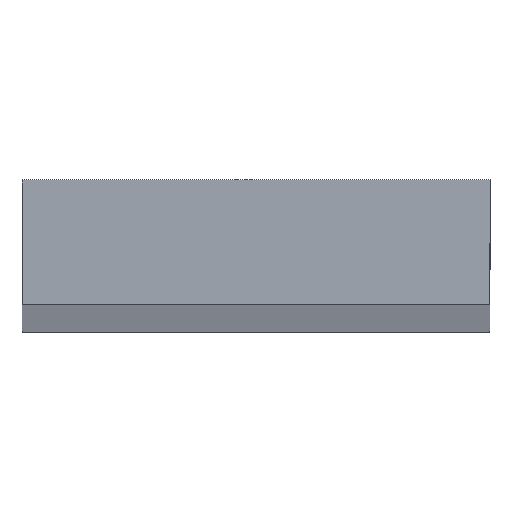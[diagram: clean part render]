
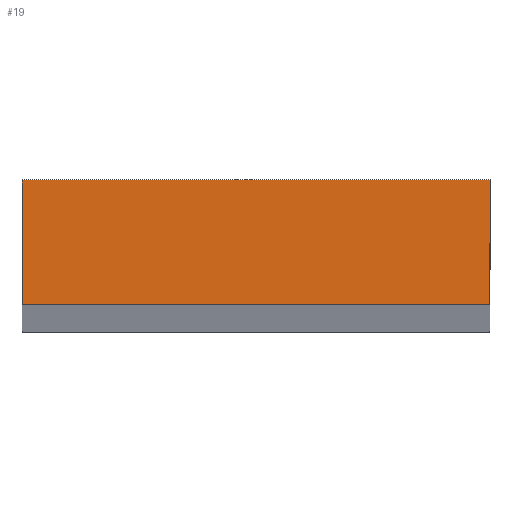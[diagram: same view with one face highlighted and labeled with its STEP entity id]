
A CAD part, top view. The second image highlights one B-rep face of the part: STEP entity #19.
In plain terms, the highlighted planar face has unit normal (0, 0, 1).
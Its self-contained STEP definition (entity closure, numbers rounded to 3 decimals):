
#8 = EDGE_CURVE ( 'NONE', #170, #174, #204, .T. ) ;
#19 = ADVANCED_FACE ( 'NONE', ( #81 ), #200, .T. ) ;
#27 = EDGE_CURVE ( 'NONE', #171, #170, #226, .T. ) ;
#30 = EDGE_CURVE ( 'NONE', #176, #171, #151, .T. ) ;
#31 = EDGE_CURVE ( 'NONE', #174, #176, #148, .T. ) ;
#43 = VECTOR ( 'NONE', #234, 1000. ) ;
#59 = VECTOR ( 'NONE', #142, 1000. ) ;
#60 = VECTOR ( 'NONE', #150, 1000. ) ;
#63 = VECTOR ( 'NONE', #147, 1000. ) ;
#79 = AXIS2_PLACEMENT_3D ( 'NONE', #219, #220, #217 ) ;
#81 = FACE_OUTER_BOUND ( 'NONE', #186, .T. ) ;
#131 = CARTESIAN_POINT ( 'NONE',  ( 15., 4., 500. ) ) ;
#133 = CARTESIAN_POINT ( 'NONE',  ( -15., 4., 500. ) ) ;
#136 = CARTESIAN_POINT ( 'NONE',  ( 15., -4., 500. ) ) ;
#141 = CARTESIAN_POINT ( 'NONE',  ( -15., -4., 500. ) ) ;
#142 = DIRECTION ( 'NONE',  ( 0., 1., 0. ) ) ;
#146 = CARTESIAN_POINT ( 'NONE',  ( -15., 4., 500. ) ) ;
#147 = DIRECTION ( 'NONE',  ( -1., 0., 0. ) ) ;
#148 = LINE ( 'NONE', #149, #59 ) ;
#149 = CARTESIAN_POINT ( 'NONE',  ( 15., 4., 500. ) ) ;
#150 = DIRECTION ( 'NONE',  ( 0., -1., 0. ) ) ;
#151 = LINE ( 'NONE', #146, #63 ) ;
#158 = ORIENTED_EDGE ( 'NONE', *, *, #27, .T. ) ;
#160 = ORIENTED_EDGE ( 'NONE', *, *, #30, .T. ) ;
#162 = ORIENTED_EDGE ( 'NONE', *, *, #31, .T. ) ;
#163 = ORIENTED_EDGE ( 'NONE', *, *, #8, .T. ) ;
#170 = VERTEX_POINT ( 'NONE', #141 ) ;
#171 = VERTEX_POINT ( 'NONE', #133 ) ;
#174 = VERTEX_POINT ( 'NONE', #136 ) ;
#176 = VERTEX_POINT ( 'NONE', #131 ) ;
#186 = EDGE_LOOP ( 'NONE', ( #158, #163, #162, #160 ) ) ;
#200 = PLANE ( 'NONE',  #79 ) ;
#204 = LINE ( 'NONE', #235, #43 ) ;
#217 = DIRECTION ( 'NONE',  ( 1., 0., 0. ) ) ;
#219 = CARTESIAN_POINT ( 'NONE',  ( 0., 0., 500. ) ) ;
#220 = DIRECTION ( 'NONE',  ( 0., 0., 1. ) ) ;
#226 = LINE ( 'NONE', #236, #60 ) ;
#234 = DIRECTION ( 'NONE',  ( 1., 0., 0. ) ) ;
#235 = CARTESIAN_POINT ( 'NONE',  ( -15., -4., 500. ) ) ;
#236 = CARTESIAN_POINT ( 'NONE',  ( -15., 4., 500. ) ) ;
